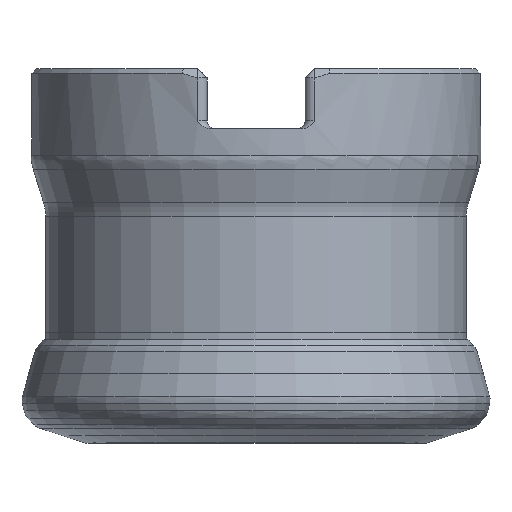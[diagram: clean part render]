
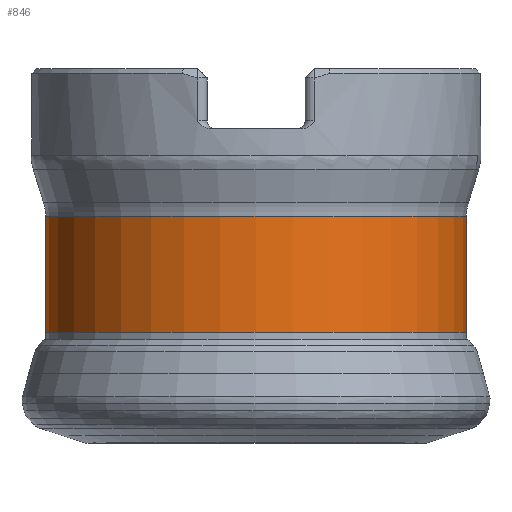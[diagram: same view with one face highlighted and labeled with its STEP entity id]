
A CAD part, front view. The second image highlights one B-rep face of the part: STEP entity #846.
In plain terms, the highlighted cylindrical face has radius 22.446 mm (diameter 44.892 mm), a full revolution.
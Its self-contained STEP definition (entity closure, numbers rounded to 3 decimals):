
#202=CYLINDRICAL_SURFACE('',#2103,22.446);
#846=ADVANCED_FACE('',(#1088,#1089),#202,.T.);
#1088=FACE_BOUND('',#1200,.T.);
#1089=FACE_BOUND('',#1201,.T.);
#1200=EDGE_LOOP('',(#1389));
#1201=EDGE_LOOP('',(#1390));
#1389=ORIENTED_EDGE('',*,*,#1844,.T.);
#1390=ORIENTED_EDGE('',*,*,#1845,.T.);
#1711=VERTEX_POINT('',#3128);
#1712=VERTEX_POINT('',#3130);
#1844=EDGE_CURVE('',#1711,#1711,#1999,.T.);
#1845=EDGE_CURVE('',#1712,#1712,#2000,.T.);
#1999=CIRCLE('',#2101,22.446);
#2000=CIRCLE('',#2102,22.446);
#2101=AXIS2_PLACEMENT_3D('',#3127,#2371,#2372);
#2102=AXIS2_PLACEMENT_3D('',#3129,#2373,#2374);
#2103=AXIS2_PLACEMENT_3D('',#3131,#2375,#2376);
#2371=DIRECTION('',(0.,0.,1.));
#2372=DIRECTION('',(-1.,0.,0.));
#2373=DIRECTION('',(0.,0.,-1.));
#2374=DIRECTION('',(-1.,0.,0.));
#2375=DIRECTION('',(0.,0.,-1.));
#2376=DIRECTION('',(-1.,0.,0.));
#3127=CARTESIAN_POINT('',(0.,0.,-28.152));
#3128=CARTESIAN_POINT('',(-22.446,0.,-28.152));
#3129=CARTESIAN_POINT('',(0.,0.,-15.759));
#3130=CARTESIAN_POINT('',(-22.446,0.,-15.759));
#3131=CARTESIAN_POINT('',(0.,0.,0.));
